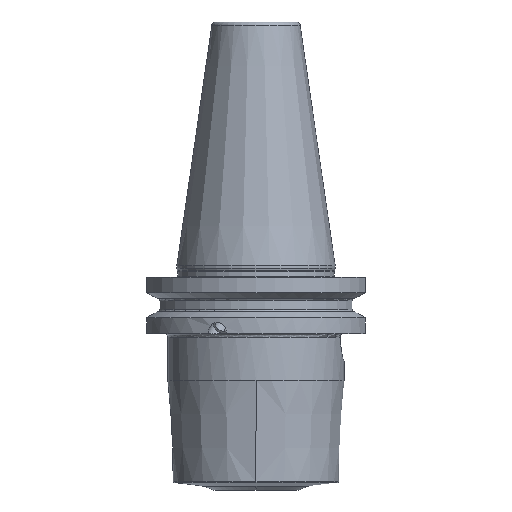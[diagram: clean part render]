
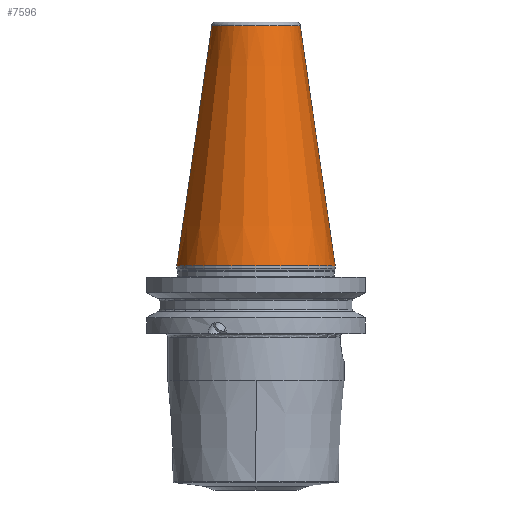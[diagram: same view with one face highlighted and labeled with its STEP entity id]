
A CAD part, front view. The second image highlights one B-rep face of the part: STEP entity #7596.
In plain terms, the highlighted conical face has half-angle 8.3 degrees and reference radius 17.311 mm.
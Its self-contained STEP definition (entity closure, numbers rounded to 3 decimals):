
#3166=CARTESIAN_POINT('',(0.,0.,0.));
#3167=DIRECTION('',(0.,0.,1.));
#3168=DIRECTION('',(-1.,0.,0.));
#3169=AXIS2_PLACEMENT_3D('',#3166,#3167,#3168);
#3182=CARTESIAN_POINT('',(0.,0.,67.373));
#3183=DIRECTION('',(0.,0.,1.));
#3184=DIRECTION('',(-1.,0.,0.));
#3185=AXIS2_PLACEMENT_3D('',#3182,#3183,#3184);
#3374=DIRECTION('',(0.144,0.,0.99));
#3375=VECTOR('',#3374,68.086);
#3376=CARTESIAN_POINT('',(-22.225,0.,0.));
#3377=LINE('',#3376,#3375);
#3389=DIRECTION('',(-0.144,0.,0.99));
#3390=VECTOR('',#3389,68.086);
#3391=CARTESIAN_POINT('',(22.225,0.,0.));
#3392=LINE('',#3391,#3390);
#5359=CARTESIAN_POINT('',(22.225,0.,0.));
#5360=VERTEX_POINT('',#5359);
#5361=CARTESIAN_POINT('',(-22.225,0.,0.));
#5362=VERTEX_POINT('',#5361);
#5536=CARTESIAN_POINT('',(-12.396,0.,67.373));
#5537=CARTESIAN_POINT('',(12.396,0.,67.373));
#5538=VERTEX_POINT('',#5536);
#5539=VERTEX_POINT('',#5537);
#7582=CARTESIAN_POINT('',(0.,0.,33.687));
#7583=DIRECTION('',(0.,0.,-1.));
#7584=DIRECTION('',(-1.,0.,0.));
#7585=AXIS2_PLACEMENT_3D('',#7582,#7583,#7584);
#7586=CONICAL_SURFACE('',#7585,17.311,8.3);
#7588=ORIENTED_EDGE('',*,*,#7587,.T.);
#7590=ORIENTED_EDGE('',*,*,#7589,.F.);
#7591=ORIENTED_EDGE('',*,*,#7577,.F.);
#7593=ORIENTED_EDGE('',*,*,#7592,.T.);
#7594=EDGE_LOOP('',(#7588,#7590,#7591,#7593));
#7595=FACE_OUTER_BOUND('',#7594,.F.);
#3170=CIRCLE('',#3169,22.225);
#3186=CIRCLE('',#3185,12.396);
#7577=EDGE_CURVE('',#5362,#5360,#3170,.T.);
#7587=EDGE_CURVE('',#5538,#5539,#3186,.T.);
#7589=EDGE_CURVE('',#5360,#5539,#3392,.T.);
#7592=EDGE_CURVE('',#5362,#5538,#3377,.T.);
#7596=ADVANCED_FACE('',(#7595),#7586,.T.);
